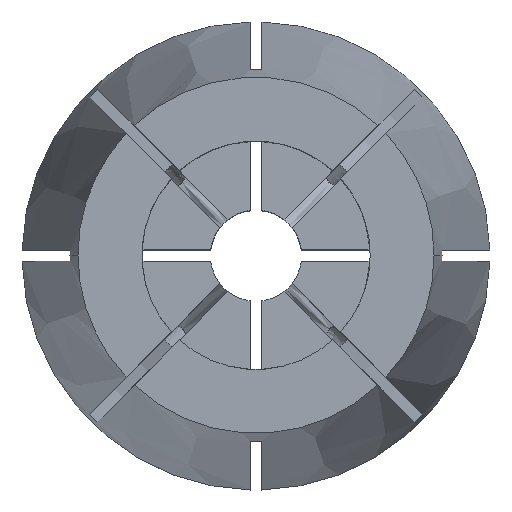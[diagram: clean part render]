
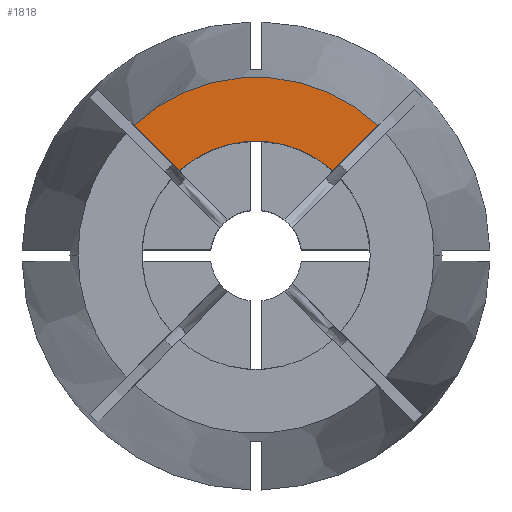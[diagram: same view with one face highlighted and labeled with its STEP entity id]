
A CAD part, top view. The second image highlights one B-rep face of the part: STEP entity #1818.
In plain terms, the highlighted planar face has unit normal (0, 0, 1).
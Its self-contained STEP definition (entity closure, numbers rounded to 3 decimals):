
#10 = EDGE_CURVE ( 'NONE', #2647, #1530, #3068, .T. ) ;
#140 = CARTESIAN_POINT ( 'NONE',  ( 6.709, 7.416, 0. ) ) ;
#198 = EDGE_CURVE ( 'NONE', #2280, #2647, #578, .T. ) ;
#206 = DIRECTION ( 'NONE',  ( 1., 0., 0. ) ) ;
#325 = EDGE_CURVE ( 'NONE', #2280, #2026, #2187, .T. ) ;
#388 = ORIENTED_EDGE ( 'NONE', *, *, #325, .F. ) ;
#462 = CARTESIAN_POINT ( 'NONE',  ( 0.354, 0.354, 0. ) ) ;
#578 = LINE ( 'NONE', #2749, #2577 ) ;
#599 = CARTESIAN_POINT ( 'NONE',  ( -10.668, 11.376, 0. ) ) ;
#626 = CARTESIAN_POINT ( 'NONE',  ( -6.709, 7.416, 0. ) ) ;
#676 = DIRECTION ( 'NONE',  ( 0., 0., -1. ) ) ;
#842 = ORIENTED_EDGE ( 'NONE', *, *, #2507, .T. ) ;
#986 = DIRECTION ( 'NONE',  ( 0.707, -0.707, 0. ) ) ;
#1203 = DIRECTION ( 'NONE',  ( 0.707, 0.707, 0. ) ) ;
#1344 = CARTESIAN_POINT ( 'NONE',  ( 10.668, 11.376, 0. ) ) ;
#1373 = DIRECTION ( 'NONE',  ( 0., 0., 1. ) ) ;
#1382 = CARTESIAN_POINT ( 'NONE',  ( 0., 0., 0. ) ) ;
#1530 = VERTEX_POINT ( 'NONE', #599 ) ;
#1720 = FACE_OUTER_BOUND ( 'NONE', #2923, .T. ) ;
#1805 = DIRECTION ( 'NONE',  ( 0., 0., 1. ) ) ;
#1815 = AXIS2_PLACEMENT_3D ( 'NONE', #3246, #676, #3259 ) ;
#1818 = ADVANCED_FACE ( 'NONE', ( #1720 ), #2736, .F. ) ;
#1938 = ORIENTED_EDGE ( 'NONE', *, *, #10, .T. ) ;
#1979 = LINE ( 'NONE', #462, #2667 ) ;
#2026 = VERTEX_POINT ( 'NONE', #626 ) ;
#2187 = CIRCLE ( 'NONE', #3001, 10. ) ;
#2280 = VERTEX_POINT ( 'NONE', #140 ) ;
#2507 = EDGE_CURVE ( 'NONE', #1530, #2026, #1979, .T. ) ;
#2536 = AXIS2_PLACEMENT_3D ( 'NONE', #1382, #1373, #2810 ) ;
#2577 = VECTOR ( 'NONE', #1203, 1000. ) ;
#2647 = VERTEX_POINT ( 'NONE', #1344 ) ;
#2667 = VECTOR ( 'NONE', #986, 1000. ) ;
#2736 = PLANE ( 'NONE',  #1815 ) ;
#2749 = CARTESIAN_POINT ( 'NONE',  ( -0.354, 0.354, 0. ) ) ;
#2810 = DIRECTION ( 'NONE',  ( 1., 0., 0. ) ) ;
#2923 = EDGE_LOOP ( 'NONE', ( #388, #3053, #1938, #842 ) ) ;
#3001 = AXIS2_PLACEMENT_3D ( 'NONE', #3356, #1805, #206 ) ;
#3053 = ORIENTED_EDGE ( 'NONE', *, *, #198, .T. ) ;
#3068 = CIRCLE ( 'NONE', #2536, 15.595 ) ;
#3246 = CARTESIAN_POINT ( 'NONE',  ( 0., 0., 0. ) ) ;
#3259 = DIRECTION ( 'NONE',  ( -1., 0., 0. ) ) ;
#3356 = CARTESIAN_POINT ( 'NONE',  ( 0., 0., 0. ) ) ;
